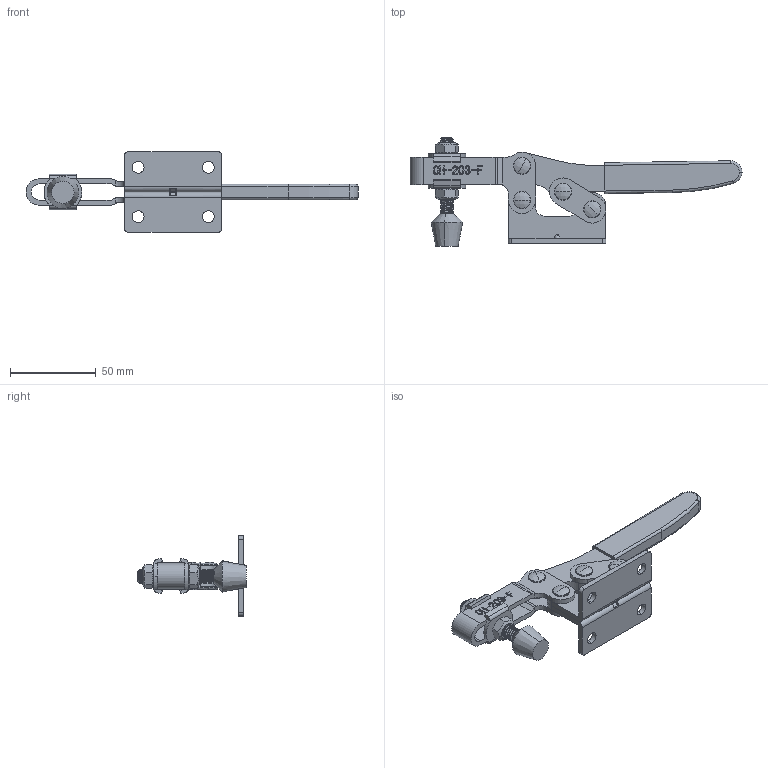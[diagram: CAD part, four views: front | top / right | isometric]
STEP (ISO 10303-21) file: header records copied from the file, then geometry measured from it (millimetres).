
FILE_DESCRIPTION (( 'STEP AP203' ), '1' );
FILE_NAME ('CH-203-F.STEP', '2017-11-13T02:22:00', ( 'Windows' ), ( 'Microsoft' ), 'SwSTEP 2.0', 'SolidWorks 2015', '' );
FILE_SCHEMA (( 'CONFIG_CONTROL_DESIGN' ));
Length unit declared in the file: millimetre
Products named in the file (10): 56212-02; 56212; 203-F-03-02; 203-F-04; 203-F-02; 203-F-01; CH-203-F; 203-F-03; 225-D-06; FW516
Assembly tree (15 placements, depth 2):
  CH-203-F
    203-F-01
    203-F-03
    225-D-06  x4
    FW516  x2
    56212-02  x2
    56212
    203-F-03-02
    203-F-04  x2
    203-F-02
Bounding box: 194.07 x 63.51 x 47 mm (x, y, z)
Volume: 53237.8 mm3; surface area: 43492 mm2
Topology: 16 solids, 16 shells, 771 faces, 2060 edges, 1352 vertices
Faces by surface type: plane 277, cylinder 235, bspline 174, cone 39, torus 38, sphere 8
Entity records: 31789 total; most frequent: CARTESIAN_POINT 15776, ORIENTED_EDGE 3508, DIRECTION 2417, EDGE_CURVE 1754, VERTEX_POINT 1162, VECTOR 927, LINE 927, AXIS2_PLACEMENT_3D 745
